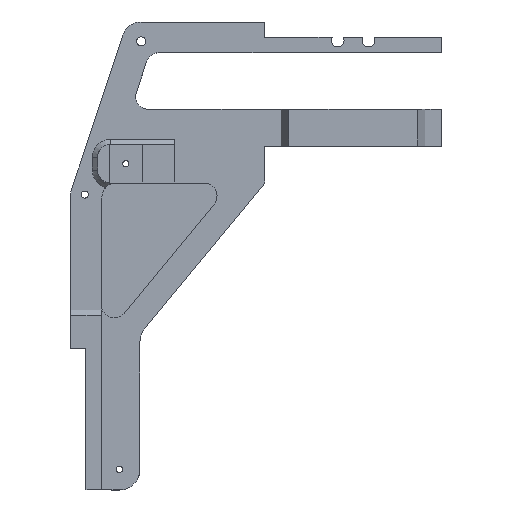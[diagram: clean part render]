
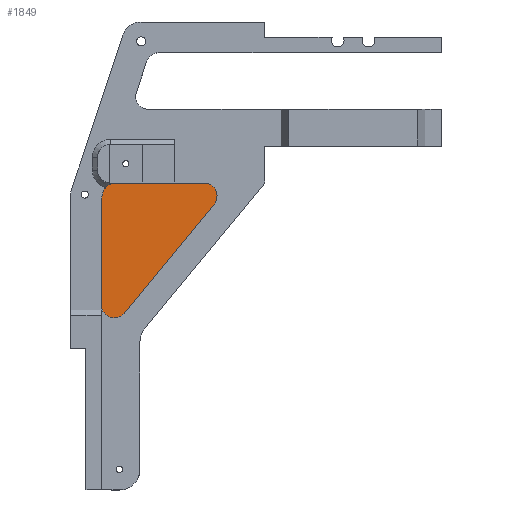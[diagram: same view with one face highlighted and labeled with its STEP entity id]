
A CAD part, top view. The second image highlights one B-rep face of the part: STEP entity #1849.
In plain terms, the highlighted planar face has unit normal (0, 0, 1).
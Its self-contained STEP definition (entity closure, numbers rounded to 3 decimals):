
#21 = CARTESIAN_POINT ( 'NONE',  ( 110.711, 143.58, -21.5 ) ) ;
#38 = AXIS2_PLACEMENT_3D ( 'NONE', #1782, #993, #2324 ) ;
#46 = CARTESIAN_POINT ( 'NONE',  ( 150.041, 142., -21.5 ) ) ;
#97 = CARTESIAN_POINT ( 'NONE',  ( 115., 140.635, -21.5 ) ) ;
#116 = EDGE_CURVE ( 'NONE', #1405, #2722, #748, .T. ) ;
#134 = LINE ( 'NONE', #1370, #1827 ) ;
#178 = CARTESIAN_POINT ( 'NONE',  ( 115.455, 142., -21.5 ) ) ;
#184 = LINE ( 'NONE', #1673, #648 ) ;
#194 = CIRCLE ( 'NONE', #2034, 5. ) ;
#294 = DIRECTION ( 'NONE',  ( -1., 0., 0. ) ) ;
#396 = DIRECTION ( 'NONE',  ( -1., 0., 0. ) ) ;
#572 = EDGE_CURVE ( 'NONE', #1667, #1584, #194, .T. ) ;
#580 = CARTESIAN_POINT ( 'NONE',  ( 110., 85.554, -21.5 ) ) ;
#584 = EDGE_CURVE ( 'NONE', #2523, #1661, #828, .T. ) ;
#602 = ORIENTED_EDGE ( 'NONE', *, *, #3192, .F. ) ;
#609 = VECTOR ( 'NONE', #2576, 1000. ) ;
#637 = VERTEX_POINT ( 'NONE', #1452 ) ;
#648 = VECTOR ( 'NONE', #1942, 1000. ) ;
#671 = CIRCLE ( 'NONE', #38, 5. ) ;
#706 = AXIS2_PLACEMENT_3D ( 'NONE', #97, #3310, #1478 ) ;
#714 = CARTESIAN_POINT ( 'NONE',  ( 150.041, 147., -21.5 ) ) ;
#718 = DIRECTION ( 'NONE',  ( 0., 0., -1. ) ) ;
#748 = CIRCLE ( 'NONE', #3104, 5. ) ;
#806 = AXIS2_PLACEMENT_3D ( 'NONE', #3346, #932, #396 ) ;
#828 = LINE ( 'NONE', #580, #2240 ) ;
#849 = CARTESIAN_POINT ( 'NONE',  ( 155.041, 142., -21.5 ) ) ;
#932 = DIRECTION ( 'NONE',  ( 0., 0., 1. ) ) ;
#940 = VERTEX_POINT ( 'NONE', #714 ) ;
#993 = DIRECTION ( 'NONE',  ( 0., 0., 1. ) ) ;
#1116 = VERTEX_POINT ( 'NONE', #1413 ) ;
#1144 = ORIENTED_EDGE ( 'NONE', *, *, #116, .F. ) ;
#1370 = CARTESIAN_POINT ( 'NONE',  ( 115.455, 147., -21.5 ) ) ;
#1394 = DIRECTION ( 'NONE',  ( 0., 0., 1. ) ) ;
#1405 = VERTEX_POINT ( 'NONE', #21 ) ;
#1413 = CARTESIAN_POINT ( 'NONE',  ( 118.858, 96.303, -21.5 ) ) ;
#1452 = CARTESIAN_POINT ( 'NONE',  ( 110.256, 142.215, -21.5 ) ) ;
#1478 = DIRECTION ( 'NONE',  ( -1., 0., 0. ) ) ;
#1504 = LINE ( 'NONE', #2062, #609 ) ;
#1515 = DIRECTION ( 'NONE',  ( -1., 0., 0. ) ) ;
#1584 = VERTEX_POINT ( 'NONE', #849 ) ;
#1600 = CIRCLE ( 'NONE', #806, 5. ) ;
#1638 = EDGE_CURVE ( 'NONE', #1661, #637, #3432, .T. ) ;
#1658 = CARTESIAN_POINT ( 'NONE',  ( 115., 140.635, -21.5 ) ) ;
#1661 = VERTEX_POINT ( 'NONE', #1732 ) ;
#1667 = VERTEX_POINT ( 'NONE', #2511 ) ;
#1673 = CARTESIAN_POINT ( 'NONE',  ( 160.641, 147., -21.5 ) ) ;
#1732 = CARTESIAN_POINT ( 'NONE',  ( 110., 140.635, -21.5 ) ) ;
#1782 = CARTESIAN_POINT ( 'NONE',  ( 150.041, 142., -21.5 ) ) ;
#1817 = ORIENTED_EDGE ( 'NONE', *, *, #1839, .F. ) ;
#1827 = VECTOR ( 'NONE', #2187, 1000. ) ;
#1839 = EDGE_CURVE ( 'NONE', #2722, #940, #134, .T. ) ;
#1849 = ADVANCED_FACE ( 'NONE', ( #3299 ), #2152, .F. ) ;
#1928 = AXIS2_PLACEMENT_3D ( 'NONE', #1658, #1932, #294 ) ;
#1932 = DIRECTION ( 'NONE',  ( 0., 0., -1. ) ) ;
#1940 = DIRECTION ( 'NONE',  ( 0., 1., 0. ) ) ;
#1942 = DIRECTION ( 'NONE',  ( -0.636, -0.772, 0. ) ) ;
#2034 = AXIS2_PLACEMENT_3D ( 'NONE', #46, #1394, #2214 ) ;
#2062 = CARTESIAN_POINT ( 'NONE',  ( 110.256, 142.215, -21.5 ) ) ;
#2136 = EDGE_CURVE ( 'NONE', #1584, #940, #671, .T. ) ;
#2152 = PLANE ( 'NONE',  #1928 ) ;
#2187 = DIRECTION ( 'NONE',  ( 1., 0., 0. ) ) ;
#2214 = DIRECTION ( 'NONE',  ( -1., 0., 0. ) ) ;
#2240 = VECTOR ( 'NONE', #1940, 1000. ) ;
#2315 = EDGE_LOOP ( 'NONE', ( #2601, #3157, #3358, #3254, #2793, #1817, #1144, #602, #2447 ) ) ;
#2324 = DIRECTION ( 'NONE',  ( -1., 0., 0. ) ) ;
#2447 = ORIENTED_EDGE ( 'NONE', *, *, #1638, .F. ) ;
#2511 = CARTESIAN_POINT ( 'NONE',  ( 153.9, 138.82, -21.5 ) ) ;
#2523 = VERTEX_POINT ( 'NONE', #3195 ) ;
#2576 = DIRECTION ( 'NONE',  ( 0.316, 0.949, 0. ) ) ;
#2601 = ORIENTED_EDGE ( 'NONE', *, *, #584, .F. ) ;
#2659 = EDGE_CURVE ( 'NONE', #2523, #1116, #1600, .T. ) ;
#2722 = VERTEX_POINT ( 'NONE', #3050 ) ;
#2793 = ORIENTED_EDGE ( 'NONE', *, *, #2136, .T. ) ;
#3050 = CARTESIAN_POINT ( 'NONE',  ( 115.455, 147., -21.5 ) ) ;
#3104 = AXIS2_PLACEMENT_3D ( 'NONE', #178, #718, #1515 ) ;
#3157 = ORIENTED_EDGE ( 'NONE', *, *, #2659, .T. ) ;
#3192 = EDGE_CURVE ( 'NONE', #637, #1405, #1504, .T. ) ;
#3195 = CARTESIAN_POINT ( 'NONE',  ( 110., 99.483, -21.5 ) ) ;
#3254 = ORIENTED_EDGE ( 'NONE', *, *, #572, .T. ) ;
#3299 = FACE_OUTER_BOUND ( 'NONE', #2315, .T. ) ;
#3310 = DIRECTION ( 'NONE',  ( 0., 0., -1. ) ) ;
#3346 = CARTESIAN_POINT ( 'NONE',  ( 115., 99.483, -21.5 ) ) ;
#3351 = EDGE_CURVE ( 'NONE', #1667, #1116, #184, .T. ) ;
#3358 = ORIENTED_EDGE ( 'NONE', *, *, #3351, .F. ) ;
#3432 = CIRCLE ( 'NONE', #706, 5. ) ;
